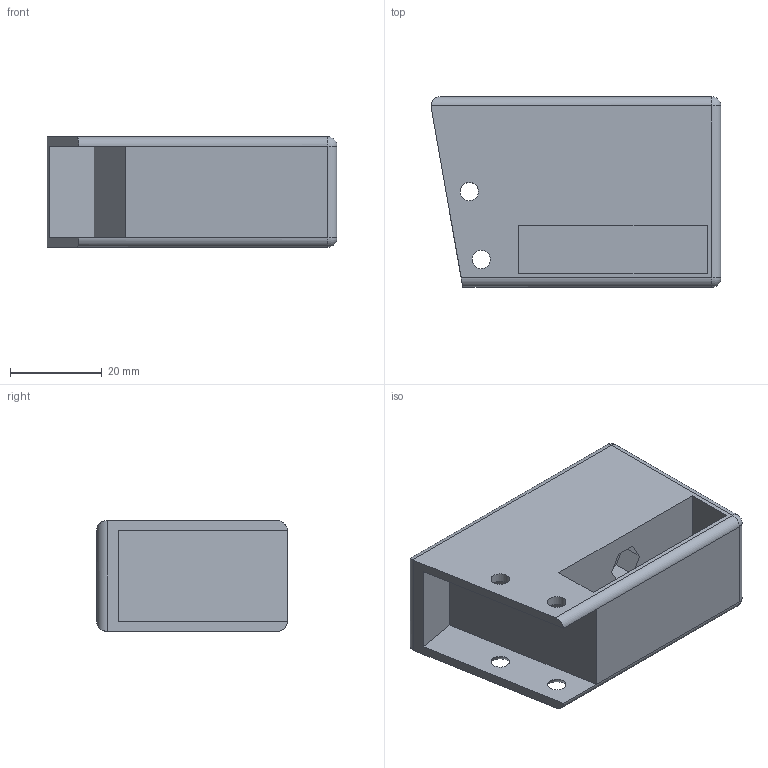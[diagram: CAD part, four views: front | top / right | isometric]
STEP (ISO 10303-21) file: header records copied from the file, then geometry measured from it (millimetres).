
FILE_DESCRIPTION(/* description */ (''),/* implementation_level */ '2;1');
FILE_NAME(/* name */ '7.Gripp.stp',/* time_stamp */ '2024-02-11T14:42:31+01:00',/* author */ ('alsaa'),/* organization */ (''),/* preprocessor_version */ 'ST-DEVELOPER v18.1',/* originating_system */ 'Autodesk Inventor 2022',/* authorisation */ '');
FILE_SCHEMA (('AUTOMOTIVE_DESIGN { 1 0 10303 214 3 1 1 }'));
Length unit declared in the file: millimetre
Products named in the file (1): Gripper_Holder_Part3
Bounding box: 63.07 x 41.41 x 24 mm (x, y, z)
Volume: 45242.4 mm3; surface area: 11998.7 mm2
Topology: 1 solids, 1 shells, 42 faces, 100 edges, 62 vertices
Faces by surface type: plane 23, cylinder 13, sphere 4, torus 2
Full cylindrical faces by diameter (mm): 4 x3, 8 x1
Entity records: 1277 total; most frequent: DIRECTION 218, CARTESIAN_POINT 218, ORIENTED_EDGE 200, EDGE_CURVE 100, AXIS2_PLACEMENT_3D 76, LINE 66, VECTOR 66, VERTEX_POINT 62
